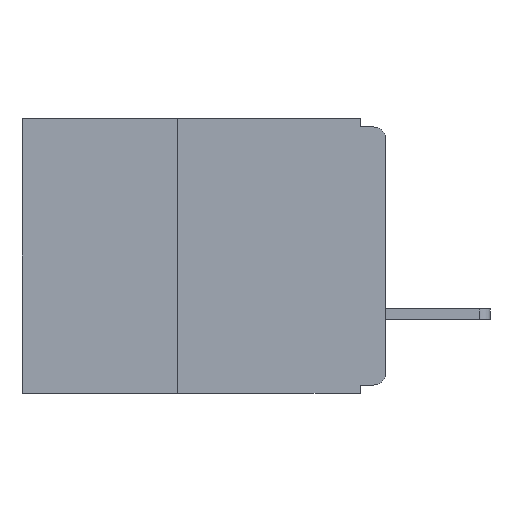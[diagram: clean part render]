
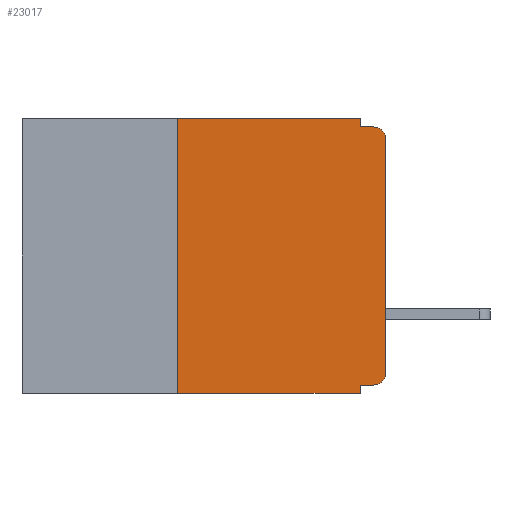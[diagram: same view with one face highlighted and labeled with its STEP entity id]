
A CAD part, left-side view. The second image highlights one B-rep face of the part: STEP entity #23017.
In plain terms, the highlighted planar face has unit normal (-1, 0, 0).
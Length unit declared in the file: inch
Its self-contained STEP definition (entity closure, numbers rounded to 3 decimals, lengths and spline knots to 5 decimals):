
#964 = CARTESIAN_POINT ( 'NONE',  ( 0., 0.015, -0.305 ) ) ;
#2065 = DIRECTION ( 'NONE',  ( 0., 0., -1. ) ) ;
#2147 = CARTESIAN_POINT ( 'NONE',  ( 0., 0., -0.025 ) ) ;
#2294 = VECTOR ( 'NONE', #14184, 39.37008 ) ;
#2369 = CARTESIAN_POINT ( 'NONE',  ( 0., 0.437, -0.33 ) ) ;
#2770 = LINE ( 'NONE', #11448, #30516 ) ;
#2887 = AXIS2_PLACEMENT_3D ( 'NONE', #964, #18100, #3411 ) ;
#3163 = ORIENTED_EDGE ( 'NONE', *, *, #25168, .F. ) ;
#3411 = DIRECTION ( 'NONE',  ( 0., 0., -1. ) ) ;
#3779 = EDGE_CURVE ( 'NONE', #15955, #20922, #2770, .T. ) ;
#4312 = LINE ( 'NONE', #26734, #22432 ) ;
#4413 = EDGE_CURVE ( 'NONE', #20922, #31009, #4312, .T. ) ;
#4823 = DIRECTION ( 'NONE',  ( 0., -1., 0. ) ) ;
#4890 = VECTOR ( 'NONE', #8989, 39.37008 ) ;
#5287 = CARTESIAN_POINT ( 'NONE',  ( 0., 0., -0.305 ) ) ;
#5360 = CARTESIAN_POINT ( 'NONE',  ( 0., 0.25, -0.33 ) ) ;
#5901 = CARTESIAN_POINT ( 'NONE',  ( 0., 0., -0.01 ) ) ;
#6019 = CARTESIAN_POINT ( 'NONE',  ( 0., 0., 0. ) ) ;
#6022 = AXIS2_PLACEMENT_3D ( 'NONE', #6848, #16743, #2065 ) ;
#6544 = EDGE_CURVE ( 'NONE', #15955, #17406, #24362, .T. ) ;
#6848 = CARTESIAN_POINT ( 'NONE',  ( 0., 0.437, 0. ) ) ;
#7067 = CARTESIAN_POINT ( 'NONE',  ( 0., 0.031, 0. ) ) ;
#7309 = CARTESIAN_POINT ( 'NONE',  ( 0., 0.437, 0. ) ) ;
#7393 = LINE ( 'NONE', #5901, #24032 ) ;
#7532 = CIRCLE ( 'NONE', #21504, 0.015 ) ;
#8127 = ORIENTED_EDGE ( 'NONE', *, *, #14059, .F. ) ;
#8180 = EDGE_CURVE ( 'NONE', #10508, #30492, #16426, .T. ) ;
#8609 = EDGE_CURVE ( 'NONE', #11515, #10508, #29985, .T. ) ;
#8763 = LINE ( 'NONE', #11743, #2294 ) ;
#8989 = DIRECTION ( 'NONE',  ( 0., 0., 1. ) ) ;
#9378 = EDGE_CURVE ( 'NONE', #27805, #29942, #7532, .T. ) ;
#9400 = ORIENTED_EDGE ( 'NONE', *, *, #6544, .T. ) ;
#9708 = DIRECTION ( 'NONE',  ( -1., 0., 0. ) ) ;
#9882 = VECTOR ( 'NONE', #14719, 39.37008 ) ;
#10024 = ORIENTED_EDGE ( 'NONE', *, *, #9378, .T. ) ;
#10508 = VERTEX_POINT ( 'NONE', #11342 ) ;
#11342 = CARTESIAN_POINT ( 'NONE',  ( 0., 0.25, 0. ) ) ;
#11448 = CARTESIAN_POINT ( 'NONE',  ( 0., 0., -0.32 ) ) ;
#11515 = VERTEX_POINT ( 'NONE', #5360 ) ;
#11617 = DIRECTION ( 'NONE',  ( 0., 1., 0. ) ) ;
#11743 = CARTESIAN_POINT ( 'NONE',  ( 0., 0.031, 0. ) ) ;
#13319 = DIRECTION ( 'NONE',  ( 0., -1., 0. ) ) ;
#13675 = CARTESIAN_POINT ( 'NONE',  ( 0., 0.031, -0.01 ) ) ;
#13698 = ORIENTED_EDGE ( 'NONE', *, *, #8609, .F. ) ;
#13866 = LINE ( 'NONE', #6019, #20461 ) ;
#14059 = EDGE_CURVE ( 'NONE', #22371, #29942, #7393, .T. ) ;
#14184 = DIRECTION ( 'NONE',  ( 0., 0., -1. ) ) ;
#14384 = CARTESIAN_POINT ( 'NONE',  ( 0., 0.015, -0.32 ) ) ;
#14719 = DIRECTION ( 'NONE',  ( 0., -1., 0. ) ) ;
#15891 = CARTESIAN_POINT ( 'NONE',  ( 0., 0.031, -0.32 ) ) ;
#15955 = VERTEX_POINT ( 'NONE', #14384 ) ;
#16426 = LINE ( 'NONE', #7309, #9882 ) ;
#16743 = DIRECTION ( 'NONE',  ( 1., 0., 0. ) ) ;
#17406 = VERTEX_POINT ( 'NONE', #5287 ) ;
#17574 = EDGE_CURVE ( 'NONE', #17406, #27805, #13866, .T. ) ;
#18100 = DIRECTION ( 'NONE',  ( -1., 0., 0. ) ) ;
#20461 = VECTOR ( 'NONE', #23301, 39.37008 ) ;
#20922 = VERTEX_POINT ( 'NONE', #15891 ) ;
#21504 = AXIS2_PLACEMENT_3D ( 'NONE', #24536, #9708, #27052 ) ;
#21552 = ORIENTED_EDGE ( 'NONE', *, *, #4413, .F. ) ;
#22371 = VERTEX_POINT ( 'NONE', #13675 ) ;
#22432 = VECTOR ( 'NONE', #31595, 39.37008 ) ;
#23017 = ADVANCED_FACE ( 'NONE', ( #31615 ), #31524, .F. ) ;
#23301 = DIRECTION ( 'NONE',  ( 0., 0., 1. ) ) ;
#23826 = CARTESIAN_POINT ( 'NONE',  ( 0., 0.25, -0.33 ) ) ;
#24032 = VECTOR ( 'NONE', #13319, 39.37008 ) ;
#24362 = CIRCLE ( 'NONE', #2887, 0.015 ) ;
#24536 = CARTESIAN_POINT ( 'NONE',  ( 0., 0.015, -0.025 ) ) ;
#25168 = EDGE_CURVE ( 'NONE', #30492, #22371, #8763, .T. ) ;
#25770 = VECTOR ( 'NONE', #4823, 39.37008 ) ;
#25781 = ORIENTED_EDGE ( 'NONE', *, *, #3779, .F. ) ;
#25883 = EDGE_CURVE ( 'NONE', #11515, #31009, #26547, .T. ) ;
#26490 = ORIENTED_EDGE ( 'NONE', *, *, #25883, .T. ) ;
#26547 = LINE ( 'NONE', #2369, #25770 ) ;
#26734 = CARTESIAN_POINT ( 'NONE',  ( 0., 0.031, -0.33 ) ) ;
#27052 = DIRECTION ( 'NONE',  ( 0., 0., -1. ) ) ;
#27128 = CARTESIAN_POINT ( 'NONE',  ( 0., 0.015, -0.01 ) ) ;
#27805 = VERTEX_POINT ( 'NONE', #2147 ) ;
#28349 = ORIENTED_EDGE ( 'NONE', *, *, #17574, .T. ) ;
#28853 = CARTESIAN_POINT ( 'NONE',  ( 0., 0.031, -0.33 ) ) ;
#29942 = VERTEX_POINT ( 'NONE', #27128 ) ;
#29985 = LINE ( 'NONE', #23826, #4890 ) ;
#30492 = VERTEX_POINT ( 'NONE', #7067 ) ;
#30516 = VECTOR ( 'NONE', #11617, 39.37008 ) ;
#31009 = VERTEX_POINT ( 'NONE', #28853 ) ;
#31370 = ORIENTED_EDGE ( 'NONE', *, *, #8180, .F. ) ;
#31524 = PLANE ( 'NONE',  #6022 ) ;
#31595 = DIRECTION ( 'NONE',  ( 0., 0., -1. ) ) ;
#31615 = FACE_OUTER_BOUND ( 'NONE', #31647, .T. ) ;
#31647 = EDGE_LOOP ( 'NONE', ( #28349, #10024, #8127, #3163, #31370, #13698, #26490, #21552, #25781, #9400 ) ) ;
